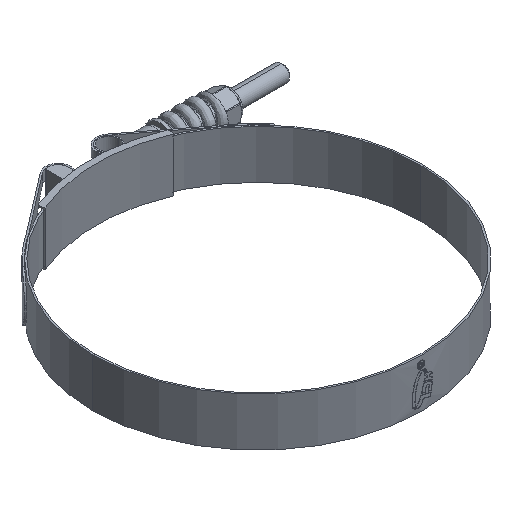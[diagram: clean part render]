
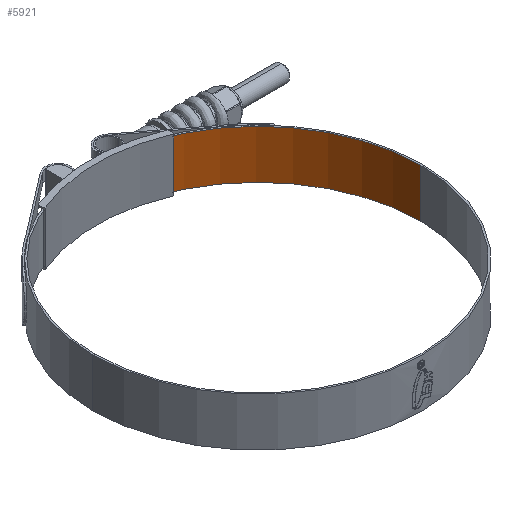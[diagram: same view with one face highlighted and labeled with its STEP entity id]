
A CAD part, isometric view. The second image highlights one B-rep face of the part: STEP entity #5921.
In plain terms, the highlighted cylindrical face has radius 64.25 mm (diameter 128.5 mm), a partial arc.
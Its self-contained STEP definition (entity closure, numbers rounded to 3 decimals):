
#99 = VERTEX_POINT ( 'NONE', #13051 ) ;
#101 = CARTESIAN_POINT ( 'NONE',  ( 0., 0., 9.55 ) ) ;
#848 = LINE ( 'NONE', #4568, #13166 ) ;
#1012 = AXIS2_PLACEMENT_3D ( 'NONE', #1286, #6499, #10182 ) ;
#1223 = VERTEX_POINT ( 'NONE', #14224 ) ;
#1286 = CARTESIAN_POINT ( 'NONE',  ( 0., 0., 9.55 ) ) ;
#2477 = AXIS2_PLACEMENT_3D ( 'NONE', #16326, #4864, #13498 ) ;
#4568 = CARTESIAN_POINT ( 'NONE',  ( 9.278, 63.577, 9.55 ) ) ;
#4835 = EDGE_CURVE ( 'NONE', #99, #7673, #12002, .T. ) ;
#4840 = ORIENTED_EDGE ( 'NONE', *, *, #9026, .F. ) ;
#4864 = DIRECTION ( 'NONE',  ( 0., 0., -1. ) ) ;
#5404 = CYLINDRICAL_SURFACE ( 'NONE', #14796, 64.25 ) ;
#5921 = ADVANCED_FACE ( 'NONE', ( #12931 ), #5404, .F. ) ;
#6499 = DIRECTION ( 'NONE',  ( 0., 0., -1. ) ) ;
#7163 = EDGE_CURVE ( 'NONE', #15248, #1223, #848, .T. ) ;
#7673 = VERTEX_POINT ( 'NONE', #15904 ) ;
#8421 = CARTESIAN_POINT ( 'NONE',  ( 9.278, 63.577, 9.55 ) ) ;
#8892 = EDGE_CURVE ( 'NONE', #1223, #7673, #14777, .T. ) ;
#9026 = EDGE_CURVE ( 'NONE', #15248, #99, #9445, .T. ) ;
#9091 = DIRECTION ( 'NONE',  ( -1., 0., 0. ) ) ;
#9445 = CIRCLE ( 'NONE', #1012, 64.25 ) ;
#10182 = DIRECTION ( 'NONE',  ( -1., 0., 0. ) ) ;
#11814 = ORIENTED_EDGE ( 'NONE', *, *, #8892, .T. ) ;
#11885 = VECTOR ( 'NONE', #13171, 1000. ) ;
#12002 = LINE ( 'NONE', #12933, #11885 ) ;
#12931 = FACE_OUTER_BOUND ( 'NONE', #16104, .T. ) ;
#12933 = CARTESIAN_POINT ( 'NONE',  ( 64.25, 0., 9.55 ) ) ;
#13051 = CARTESIAN_POINT ( 'NONE',  ( 64.25, 0., 9.55 ) ) ;
#13166 = VECTOR ( 'NONE', #14757, 1000. ) ;
#13171 = DIRECTION ( 'NONE',  ( 0., 0., -1. ) ) ;
#13498 = DIRECTION ( 'NONE',  ( -1., 0., 0. ) ) ;
#14224 = CARTESIAN_POINT ( 'NONE',  ( 9.278, 63.577, -9.55 ) ) ;
#14757 = DIRECTION ( 'NONE',  ( 0., 0., -1. ) ) ;
#14764 = ORIENTED_EDGE ( 'NONE', *, *, #4835, .F. ) ;
#14777 = CIRCLE ( 'NONE', #2477, 64.25 ) ;
#14796 = AXIS2_PLACEMENT_3D ( 'NONE', #101, #15433, #9091 ) ;
#15200 = ORIENTED_EDGE ( 'NONE', *, *, #7163, .T. ) ;
#15248 = VERTEX_POINT ( 'NONE', #8421 ) ;
#15433 = DIRECTION ( 'NONE',  ( 0., 0., -1. ) ) ;
#15904 = CARTESIAN_POINT ( 'NONE',  ( 64.25, 0., -9.55 ) ) ;
#16104 = EDGE_LOOP ( 'NONE', ( #14764, #4840, #15200, #11814 ) ) ;
#16326 = CARTESIAN_POINT ( 'NONE',  ( 0., 0., -9.55 ) ) ;
